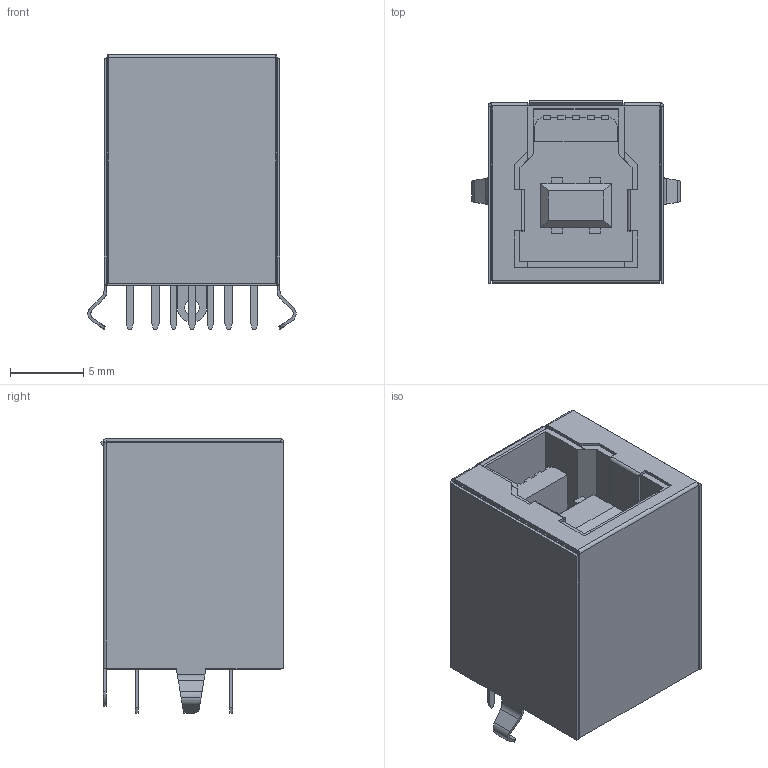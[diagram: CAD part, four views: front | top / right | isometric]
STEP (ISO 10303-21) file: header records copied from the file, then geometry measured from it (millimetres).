
FILE_DESCRIPTION (( 'STEP AP214' ), '1' );
FILE_NAME ('USB-B-TH_XUNPU_USB-305BLD-ARW.step', '2022-07-15T09:05:21', ( '' ), ( '' ), 'SwSTEP 2.0', 'SolidWorks 2020', '' );
FILE_SCHEMA (( 'AUTOMOTIVE_DESIGN' ));
Length unit declared in the file: millimetre
Products named in the file (1): USB-B-TH_XUNPU_USB-305BLD-ARW
Bounding box: 14.21 x 12.47 x 18.74 mm (x, y, z)
Volume: 1771.3 mm3; surface area: 3457.8 mm2
Topology: 20 solids, 20 shells, 579 faces, 1509 edges, 986 vertices
Faces by surface type: plane 427, bspline 116, cylinder 36
Entity records: 24784 total; most frequent: CARTESIAN_POINT 4979, ORIENTED_EDGE 3018, DIRECTION 2166, EDGE_CURVE 1509, VECTOR 1166, LINE 1166, VERTEX_POINT 986, EDGE_LOOP 611
